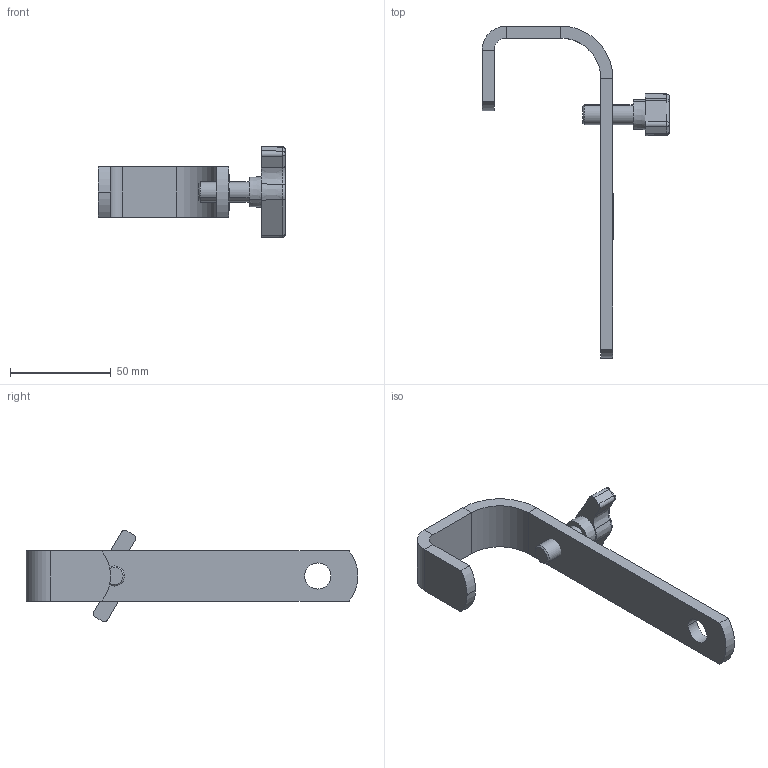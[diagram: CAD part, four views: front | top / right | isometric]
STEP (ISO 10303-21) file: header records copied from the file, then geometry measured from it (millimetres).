
FILE_DESCRIPTION (( 'STEP AP203' ), '1' );
FILE_NAME ('T20107.STEP', '2018-07-16T08:26:20', ( '' ), ( '' ), 'SwSTEP 2.0', 'SolidWorks 2016', '' );
FILE_SCHEMA (( 'CONFIG_CONTROL_DESIGN' ));
Length unit declared in the file: millimetre
Products named in the file (3): Doughty Knob_S0158; T20107; TH747
Assembly tree (2 placements, depth 2):
  T20107
    TH747
    Doughty Knob_S0158
Bounding box: 93.3 x 165 x 45.51 mm (x, y, z)
Volume: 43822.6 mm3; surface area: 18637.3 mm2
Topology: 2 solids, 2 shells, 365 faces, 946 edges, 620 vertices
Faces by surface type: plane 221, bspline 73, cylinder 51, cone 12, torus 8
Entity records: 15969 total; most frequent: CARTESIAN_POINT 7105, ORIENTED_EDGE 1892, DIRECTION 1528, EDGE_CURVE 946, VECTOR 666, LINE 666, VERTEX_POINT 620, AXIS2_PLACEMENT_3D 431
